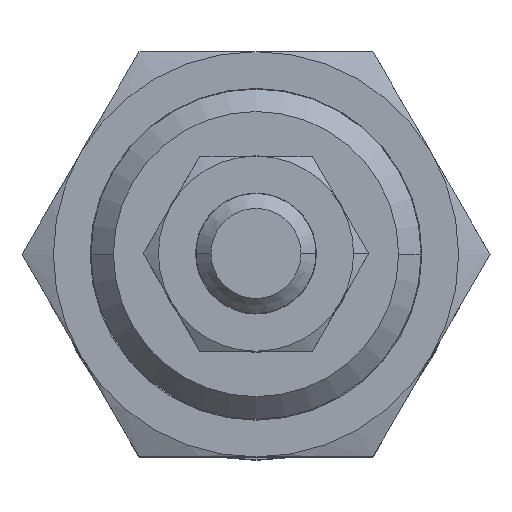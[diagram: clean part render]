
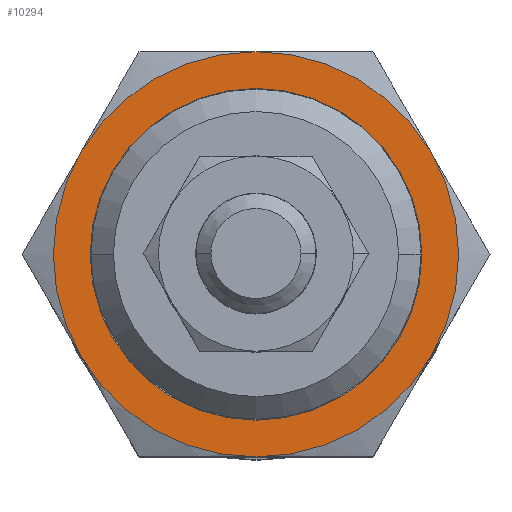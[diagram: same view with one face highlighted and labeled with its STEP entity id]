
A CAD part, top view. The second image highlights one B-rep face of the part: STEP entity #10294.
In plain terms, the highlighted planar face has unit normal (0, 0, 1).
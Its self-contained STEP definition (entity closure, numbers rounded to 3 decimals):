
#285 = FACE_OUTER_BOUND ( 'NONE', #1890, .T. ) ;
#419 = VERTEX_POINT ( 'NONE', #1927 ) ;
#514 = ORIENTED_EDGE ( 'NONE', *, *, #10145, .T. ) ;
#847 = DIRECTION ( 'NONE',  ( 0.866, 0.5, 0. ) ) ;
#911 = DIRECTION ( 'NONE',  ( 0., 0., -1. ) ) ;
#1152 = ORIENTED_EDGE ( 'NONE', *, *, #11271, .F. ) ;
#1203 = DIRECTION ( 'NONE',  ( 0., 0., -1. ) ) ;
#1243 = CARTESIAN_POINT ( 'NONE',  ( 0., 0., 129. ) ) ;
#1275 = AXIS2_PLACEMENT_3D ( 'NONE', #9374, #3738, #6496 ) ;
#1879 = CIRCLE ( 'NONE', #8745, 13.5 ) ;
#1890 = EDGE_LOOP ( 'NONE', ( #4402, #9263, #9812, #2420, #11322, #1152 ) ) ;
#1927 = CARTESIAN_POINT ( 'NONE',  ( 11.691, -6.75, 129. ) ) ;
#2084 = DIRECTION ( 'NONE',  ( 0.866, 0.5, 0. ) ) ;
#2116 = VERTEX_POINT ( 'NONE', #3507 ) ;
#2140 = FACE_BOUND ( 'NONE', #3451, .T. ) ;
#2195 = DIRECTION ( 'NONE',  ( 0., 0., -1. ) ) ;
#2400 = CARTESIAN_POINT ( 'NONE',  ( 9.57, 5.525, 129. ) ) ;
#2420 = ORIENTED_EDGE ( 'NONE', *, *, #9030, .F. ) ;
#2812 = EDGE_CURVE ( 'NONE', #2116, #419, #11805, .T. ) ;
#2947 = AXIS2_PLACEMENT_3D ( 'NONE', #11881, #5493, #9240 ) ;
#3008 = DIRECTION ( 'NONE',  ( 0.866, 0.5, 0. ) ) ;
#3013 = CARTESIAN_POINT ( 'NONE',  ( 0., 0., 129. ) ) ;
#3120 = CARTESIAN_POINT ( 'NONE',  ( 0., 0., 129. ) ) ;
#3137 = AXIS2_PLACEMENT_3D ( 'NONE', #3013, #10482, #2084 ) ;
#3387 = CARTESIAN_POINT ( 'NONE',  ( 0., 13.5, 129. ) ) ;
#3406 = ORIENTED_EDGE ( 'NONE', *, *, #3785, .T. ) ;
#3451 = EDGE_LOOP ( 'NONE', ( #514, #3406 ) ) ;
#3454 = AXIS2_PLACEMENT_3D ( 'NONE', #3120, #1203, #11633 ) ;
#3473 = CARTESIAN_POINT ( 'NONE',  ( -11.691, -6.75, 129. ) ) ;
#3507 = CARTESIAN_POINT ( 'NONE',  ( 11.691, 6.75, 129. ) ) ;
#3738 = DIRECTION ( 'NONE',  ( 0., 0., -1. ) ) ;
#3785 = EDGE_CURVE ( 'NONE', #8325, #11856, #9293, .T. ) ;
#3830 = CARTESIAN_POINT ( 'NONE',  ( 0., 0., 129. ) ) ;
#3831 = CARTESIAN_POINT ( 'NONE',  ( 0., 0., 129. ) ) ;
#4290 = CIRCLE ( 'NONE', #2947, 13.5 ) ;
#4356 = EDGE_CURVE ( 'NONE', #5217, #11448, #5796, .T. ) ;
#4402 = ORIENTED_EDGE ( 'NONE', *, *, #2812, .F. ) ;
#4812 = EDGE_CURVE ( 'NONE', #5456, #6736, #1879, .T. ) ;
#4987 = DIRECTION ( 'NONE',  ( 0., 0., -1. ) ) ;
#4991 = AXIS2_PLACEMENT_3D ( 'NONE', #1243, #4987, #7815 ) ;
#5217 = VERTEX_POINT ( 'NONE', #10191 ) ;
#5456 = VERTEX_POINT ( 'NONE', #10732 ) ;
#5493 = DIRECTION ( 'NONE',  ( 0., 0., -1. ) ) ;
#5675 = CIRCLE ( 'NONE', #3137, 13.5 ) ;
#5733 = DIRECTION ( 'NONE',  ( 0., 0., -1. ) ) ;
#5796 = CIRCLE ( 'NONE', #1275, 13.5 ) ;
#5870 = PLANE ( 'NONE',  #6399 ) ;
#6036 = CARTESIAN_POINT ( 'NONE',  ( 0., 0., 129. ) ) ;
#6088 = CARTESIAN_POINT ( 'NONE',  ( -9.57, -5.525, 129. ) ) ;
#6399 = AXIS2_PLACEMENT_3D ( 'NONE', #6036, #2195, #3008 ) ;
#6496 = DIRECTION ( 'NONE',  ( 0.866, 0.5, 0. ) ) ;
#6597 = AXIS2_PLACEMENT_3D ( 'NONE', #11166, #911, #847 ) ;
#6661 = DIRECTION ( 'NONE',  ( 0.866, 0.5, 0. ) ) ;
#6736 = VERTEX_POINT ( 'NONE', #3387 ) ;
#7228 = DIRECTION ( 'NONE',  ( 0.866, 0.5, 0. ) ) ;
#7730 = AXIS2_PLACEMENT_3D ( 'NONE', #3831, #8622, #6661 ) ;
#7815 = DIRECTION ( 'NONE',  ( 0.866, 0.5, 0. ) ) ;
#8325 = VERTEX_POINT ( 'NONE', #2400 ) ;
#8622 = DIRECTION ( 'NONE',  ( 0., 0., -1. ) ) ;
#8745 = AXIS2_PLACEMENT_3D ( 'NONE', #3830, #5733, #7228 ) ;
#8759 = CIRCLE ( 'NONE', #3454, 13.5 ) ;
#9030 = EDGE_CURVE ( 'NONE', #11448, #5456, #8759, .T. ) ;
#9240 = DIRECTION ( 'NONE',  ( 0.866, 0.5, 0. ) ) ;
#9263 = ORIENTED_EDGE ( 'NONE', *, *, #11434, .F. ) ;
#9293 = CIRCLE ( 'NONE', #4991, 11.05 ) ;
#9328 = CIRCLE ( 'NONE', #6597, 11.05 ) ;
#9374 = CARTESIAN_POINT ( 'NONE',  ( 0., 0., 129. ) ) ;
#9812 = ORIENTED_EDGE ( 'NONE', *, *, #4812, .F. ) ;
#10145 = EDGE_CURVE ( 'NONE', #11856, #8325, #9328, .T. ) ;
#10191 = CARTESIAN_POINT ( 'NONE',  ( 0., -13.5, 129. ) ) ;
#10294 = ADVANCED_FACE ( 'NONE', ( #2140, #285 ), #5870, .F. ) ;
#10482 = DIRECTION ( 'NONE',  ( 0., 0., -1. ) ) ;
#10732 = CARTESIAN_POINT ( 'NONE',  ( -11.691, 6.75, 129. ) ) ;
#11166 = CARTESIAN_POINT ( 'NONE',  ( 0., 0., 129. ) ) ;
#11271 = EDGE_CURVE ( 'NONE', #419, #5217, #5675, .T. ) ;
#11322 = ORIENTED_EDGE ( 'NONE', *, *, #4356, .F. ) ;
#11434 = EDGE_CURVE ( 'NONE', #6736, #2116, #4290, .T. ) ;
#11448 = VERTEX_POINT ( 'NONE', #3473 ) ;
#11633 = DIRECTION ( 'NONE',  ( 0.866, 0.5, 0. ) ) ;
#11805 = CIRCLE ( 'NONE', #7730, 13.5 ) ;
#11856 = VERTEX_POINT ( 'NONE', #6088 ) ;
#11881 = CARTESIAN_POINT ( 'NONE',  ( 0., 0., 129. ) ) ;
